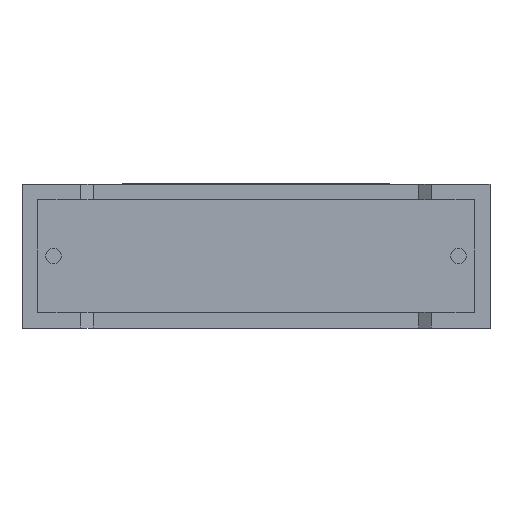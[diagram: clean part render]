
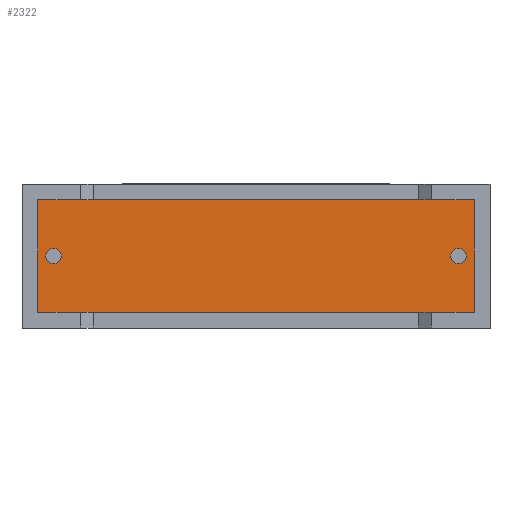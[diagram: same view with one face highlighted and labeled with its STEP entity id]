
A CAD part, front view. The second image highlights one B-rep face of the part: STEP entity #2322.
In plain terms, the highlighted planar face has unit normal (0, -1, 0).
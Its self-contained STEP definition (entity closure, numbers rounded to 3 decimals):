
#52 = CARTESIAN_POINT ( 'NONE',  ( 25.133, 0.75, 0.867 ) ) ;
#67 = VERTEX_POINT ( 'NONE', #353 ) ;
#72 = VERTEX_POINT ( 'NONE', #1069 ) ;
#77 = CARTESIAN_POINT ( 'NONE',  ( 25.133, 0.75, 7.133 ) ) ;
#93 = EDGE_CURVE ( 'NONE', #1238, #2582, #153, .T. ) ;
#137 = DIRECTION ( 'NONE',  ( 0., -1., 0. ) ) ;
#153 = LINE ( 'NONE', #2797, #2941 ) ;
#154 = CARTESIAN_POINT ( 'NONE',  ( 0.867, 0.75, 7.133 ) ) ;
#303 = ORIENTED_EDGE ( 'NONE', *, *, #2104, .T. ) ;
#315 = DIRECTION ( 'NONE',  ( 0., 0., -1. ) ) ;
#353 = CARTESIAN_POINT ( 'NONE',  ( 1.75, 0.75, 3.575 ) ) ;
#535 = DIRECTION ( 'NONE',  ( 0., 0., -1. ) ) ;
#583 = CARTESIAN_POINT ( 'NONE',  ( 1.75, 0.75, 4. ) ) ;
#628 = DIRECTION ( 'NONE',  ( 0., -1., 0. ) ) ;
#640 = DIRECTION ( 'NONE',  ( 0., 0., -1. ) ) ;
#641 = EDGE_CURVE ( 'NONE', #962, #67, #1215, .T. ) ;
#675 = EDGE_CURVE ( 'NONE', #72, #715, #2282, .T. ) ;
#715 = VERTEX_POINT ( 'NONE', #889 ) ;
#849 = EDGE_CURVE ( 'NONE', #715, #72, #1063, .T. ) ;
#889 = CARTESIAN_POINT ( 'NONE',  ( 24.25, 0.75, 4.425 ) ) ;
#908 = AXIS2_PLACEMENT_3D ( 'NONE', #2020, #628, #640 ) ;
#911 = AXIS2_PLACEMENT_3D ( 'NONE', #2604, #2368, #2588 ) ;
#962 = VERTEX_POINT ( 'NONE', #2323 ) ;
#991 = DIRECTION ( 'NONE',  ( 0., -1., 0. ) ) ;
#1063 = CIRCLE ( 'NONE', #1165, 0.425 ) ;
#1069 = CARTESIAN_POINT ( 'NONE',  ( 24.25, 0.75, 3.575 ) ) ;
#1095 = LINE ( 'NONE', #2528, #2836 ) ;
#1165 = AXIS2_PLACEMENT_3D ( 'NONE', #2235, #137, #1352 ) ;
#1172 = EDGE_CURVE ( 'NONE', #67, #962, #2902, .T. ) ;
#1194 = ORIENTED_EDGE ( 'NONE', *, *, #93, .T. ) ;
#1215 = CIRCLE ( 'NONE', #2496, 0.425 ) ;
#1238 = VERTEX_POINT ( 'NONE', #2877 ) ;
#1245 = LINE ( 'NONE', #52, #1937 ) ;
#1284 = LINE ( 'NONE', #2449, #2693 ) ;
#1343 = ORIENTED_EDGE ( 'NONE', *, *, #1172, .F. ) ;
#1352 = DIRECTION ( 'NONE',  ( 0., 0., -1. ) ) ;
#1356 = EDGE_CURVE ( 'NONE', #2582, #1972, #1245, .T. ) ;
#1474 = CARTESIAN_POINT ( 'NONE',  ( 25.133, 0.75, 0.867 ) ) ;
#1512 = ORIENTED_EDGE ( 'NONE', *, *, #2194, .T. ) ;
#1573 = EDGE_LOOP ( 'NONE', ( #1810, #2517 ) ) ;
#1619 = VERTEX_POINT ( 'NONE', #154 ) ;
#1761 = ORIENTED_EDGE ( 'NONE', *, *, #641, .F. ) ;
#1774 = FACE_OUTER_BOUND ( 'NONE', #2364, .T. ) ;
#1810 = ORIENTED_EDGE ( 'NONE', *, *, #849, .F. ) ;
#1816 = FACE_BOUND ( 'NONE', #1573, .T. ) ;
#1830 = ORIENTED_EDGE ( 'NONE', *, *, #1356, .T. ) ;
#1879 = DIRECTION ( 'NONE',  ( -1., 0., 0. ) ) ;
#1932 = CARTESIAN_POINT ( 'NONE',  ( 24.25, 0.75, 4. ) ) ;
#1937 = VECTOR ( 'NONE', #2408, 1000. ) ;
#1972 = VERTEX_POINT ( 'NONE', #77 ) ;
#1998 = AXIS2_PLACEMENT_3D ( 'NONE', #1932, #991, #2890 ) ;
#2020 = CARTESIAN_POINT ( 'NONE',  ( 0., 0.75, 0. ) ) ;
#2028 = DIRECTION ( 'NONE',  ( 1., 0., 0. ) ) ;
#2031 = PLANE ( 'NONE',  #908 ) ;
#2104 = EDGE_CURVE ( 'NONE', #1972, #1619, #1095, .T. ) ;
#2170 = DIRECTION ( 'NONE',  ( 0., -1., 0. ) ) ;
#2194 = EDGE_CURVE ( 'NONE', #1619, #1238, #1284, .T. ) ;
#2235 = CARTESIAN_POINT ( 'NONE',  ( 24.25, 0.75, 4. ) ) ;
#2282 = CIRCLE ( 'NONE', #1998, 0.425 ) ;
#2322 = ADVANCED_FACE ( 'NONE', ( #1816, #1774, #2729 ), #2031, .T. ) ;
#2323 = CARTESIAN_POINT ( 'NONE',  ( 1.75, 0.75, 4.425 ) ) ;
#2364 = EDGE_LOOP ( 'NONE', ( #1512, #1194, #1830, #303 ) ) ;
#2368 = DIRECTION ( 'NONE',  ( 0., -1., 0. ) ) ;
#2408 = DIRECTION ( 'NONE',  ( 0., 0., 1. ) ) ;
#2449 = CARTESIAN_POINT ( 'NONE',  ( 0.867, 0.75, 7.133 ) ) ;
#2496 = AXIS2_PLACEMENT_3D ( 'NONE', #583, #2170, #535 ) ;
#2517 = ORIENTED_EDGE ( 'NONE', *, *, #675, .F. ) ;
#2528 = CARTESIAN_POINT ( 'NONE',  ( 25.133, 0.75, 7.133 ) ) ;
#2582 = VERTEX_POINT ( 'NONE', #1474 ) ;
#2588 = DIRECTION ( 'NONE',  ( 0., 0., -1. ) ) ;
#2604 = CARTESIAN_POINT ( 'NONE',  ( 1.75, 0.75, 4. ) ) ;
#2693 = VECTOR ( 'NONE', #315, 1000. ) ;
#2729 = FACE_BOUND ( 'NONE', #2806, .T. ) ;
#2797 = CARTESIAN_POINT ( 'NONE',  ( 0.867, 0.75, 0.867 ) ) ;
#2806 = EDGE_LOOP ( 'NONE', ( #1761, #1343 ) ) ;
#2836 = VECTOR ( 'NONE', #1879, 1000. ) ;
#2877 = CARTESIAN_POINT ( 'NONE',  ( 0.867, 0.75, 0.867 ) ) ;
#2890 = DIRECTION ( 'NONE',  ( 0., 0., -1. ) ) ;
#2902 = CIRCLE ( 'NONE', #911, 0.425 ) ;
#2941 = VECTOR ( 'NONE', #2028, 1000. ) ;
